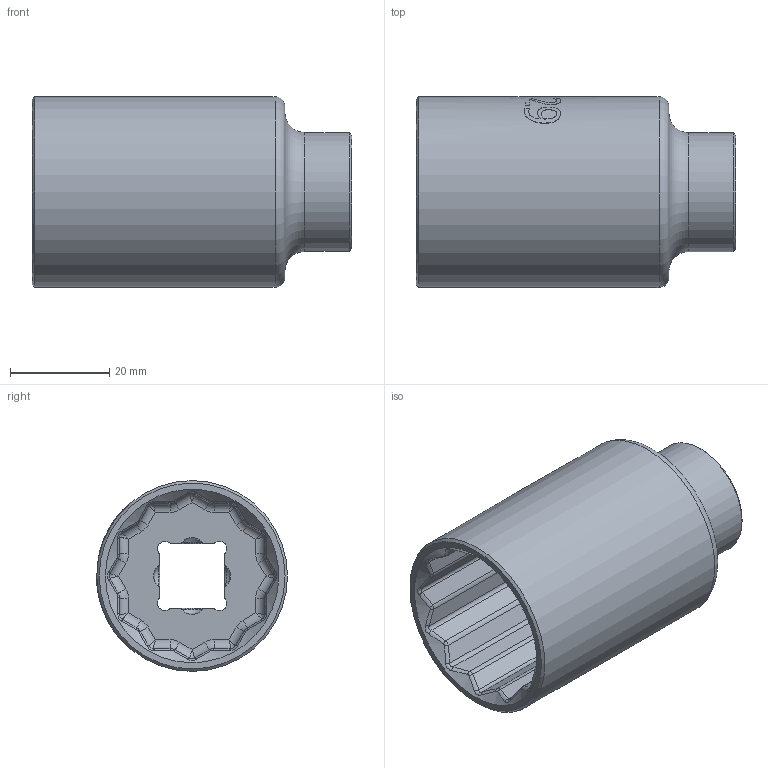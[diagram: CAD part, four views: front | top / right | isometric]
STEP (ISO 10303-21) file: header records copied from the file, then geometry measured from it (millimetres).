
FILE_DESCRIPTION(/* description */ ('Montagewerkzeug'),/* implementation_level */ '2;1');
FILE_NAME(/* name */ 'SNSW29-RST.stp',/* time_stamp */ '2025-01-22T09:14:49+01:00',/* author */ ('sl'),/* organization */ (''),/* preprocessor_version */ 'ST-DEVELOPER v16.5',/* originating_system */ 'Autodesk Inventor 2017',/* authorisation */ '');
FILE_SCHEMA (('CONFIG_CONTROL_DESIGN'));
Length unit declared in the file: millimetre
Products named in the file (1): SNSW29
Bounding box: 64.5 x 38.55 x 38.5 mm (x, y, z)
Volume: 24838.2 mm3; surface area: 14661 mm2
Topology: 1 solids, 1 shells, 272 faces, 700 edges, 424 vertices
Faces by surface type: bspline 118, cylinder 79, plane 57, torus 14, cone 4
Full cylindrical faces by diameter (mm): 24 x1, 38.5 x1
Entity records: 10582 total; most frequent: CARTESIAN_POINT 4706, ORIENTED_EDGE 1342, DIRECTION 1005, EDGE_CURVE 671, VERTEX_POINT 416, AXIS2_PLACEMENT_3D 393, EDGE_LOOP 289, FACE_OUTER_BOUND 272
